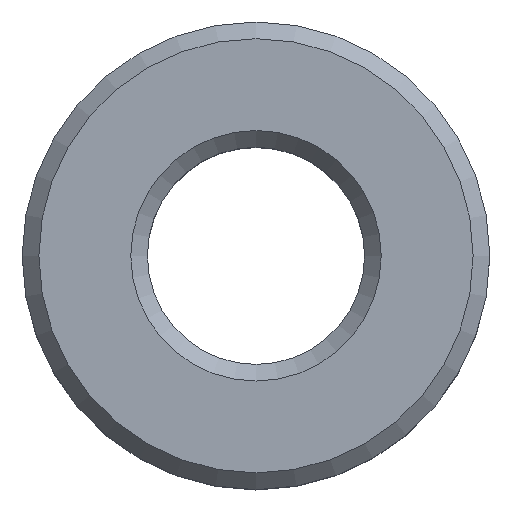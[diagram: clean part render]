
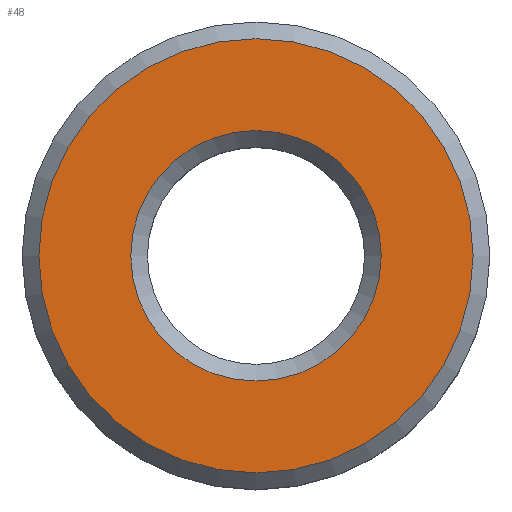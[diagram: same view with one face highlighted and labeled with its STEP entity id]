
A CAD part, top view. The second image highlights one B-rep face of the part: STEP entity #48.
In plain terms, the highlighted planar face has unit normal (0, 0, 1).
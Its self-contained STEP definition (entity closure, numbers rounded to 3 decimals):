
#48=ADVANCED_FACE('',(#58,#59),#56,.T.);
#56=PLANE('',#133);
#58=FACE_BOUND('',#74,.T.);
#59=FACE_BOUND('',#75,.T.);
#74=EDGE_LOOP('',(#90));
#75=EDGE_LOOP('',(#91));
#90=ORIENTED_EDGE('',*,*,#114,.T.);
#91=ORIENTED_EDGE('',*,*,#115,.T.);
#106=VERTEX_POINT('',#183);
#107=VERTEX_POINT('',#185);
#114=EDGE_CURVE('',#106,#106,#122,.T.);
#115=EDGE_CURVE('',#107,#107,#123,.T.);
#122=CIRCLE('',#131,6.5);
#123=CIRCLE('',#132,3.75);
#131=AXIS2_PLACEMENT_3D('',#182,#149,#150);
#132=AXIS2_PLACEMENT_3D('',#184,#151,#152);
#133=AXIS2_PLACEMENT_3D('',#186,#153,#154);
#149=DIRECTION('',(0.,0.,1.));
#150=DIRECTION('',(1.,0.,0.));
#151=DIRECTION('',(0.,0.,-1.));
#152=DIRECTION('',(1.,0.,0.));
#153=DIRECTION('',(0.,0.,1.));
#154=DIRECTION('',(1.,0.,0.));
#182=CARTESIAN_POINT('',(0.,0.,7.));
#183=CARTESIAN_POINT('',(6.5,0.,7.));
#184=CARTESIAN_POINT('',(0.,0.,7.));
#185=CARTESIAN_POINT('',(3.75,0.,7.));
#186=CARTESIAN_POINT('',(0.,0.,7.));
